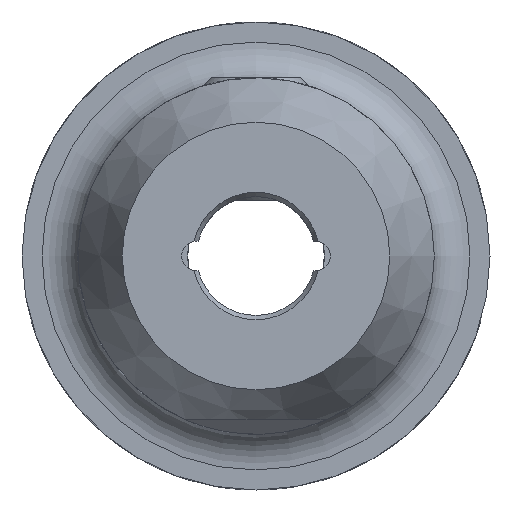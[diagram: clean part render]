
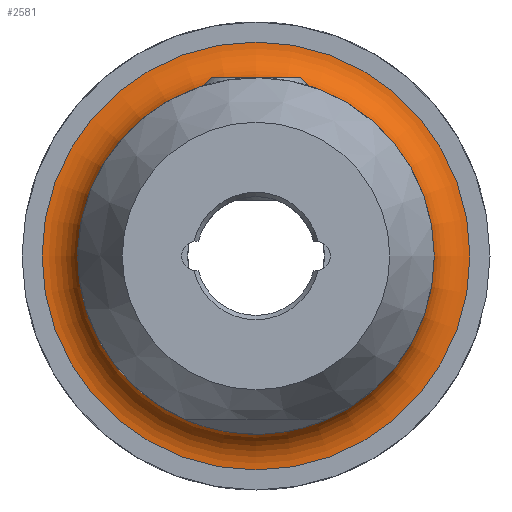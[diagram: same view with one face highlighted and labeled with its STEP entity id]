
A CAD part, left-side view. The second image highlights one B-rep face of the part: STEP entity #2581.
In plain terms, the highlighted toroidal (fillet/blend) face has major radius 28.8 mm and minor radius 5 mm.
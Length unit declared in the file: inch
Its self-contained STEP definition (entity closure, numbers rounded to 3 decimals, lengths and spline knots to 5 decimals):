
#17=TOROIDAL_SURFACE('',#2867,1.13386,0.19685);
#304=FACE_OUTER_BOUND('',#460,.T.);
#460=EDGE_LOOP('',(#2269,#2270,#2271,#2272,#2273,#2274,#2275));
#830=CIRCLE('',#2864,0.93701);
#831=CIRCLE('',#2865,0.93701);
#832=CIRCLE('',#2866,0.93701);
#833=CIRCLE('',#2868,0.19685);
#834=CIRCLE('',#2869,1.13386);
#835=CIRCLE('',#2870,1.13386);
#1172=VERTEX_POINT('',#5710);
#1173=VERTEX_POINT('',#5711);
#1174=VERTEX_POINT('',#5713);
#1175=VERTEX_POINT('',#5718);
#1176=VERTEX_POINT('',#5720);
#1539=EDGE_CURVE('',#1172,#1173,#830,.T.);
#1540=EDGE_CURVE('',#1174,#1172,#831,.T.);
#1542=EDGE_CURVE('',#1173,#1174,#832,.T.);
#1543=EDGE_CURVE('',#1173,#1175,#833,.T.);
#1544=EDGE_CURVE('',#1176,#1175,#834,.T.);
#1545=EDGE_CURVE('',#1175,#1176,#835,.T.);
#2269=ORIENTED_EDGE('',*,*,#1539,.T.);
#2270=ORIENTED_EDGE('',*,*,#1543,.T.);
#2271=ORIENTED_EDGE('',*,*,#1544,.F.);
#2272=ORIENTED_EDGE('',*,*,#1545,.F.);
#2273=ORIENTED_EDGE('',*,*,#1543,.F.);
#2274=ORIENTED_EDGE('',*,*,#1542,.T.);
#2275=ORIENTED_EDGE('',*,*,#1540,.T.);
#2581=ADVANCED_FACE('',(#304),#17,.F.);
#2864=AXIS2_PLACEMENT_3D('',#5712,#3512,#3513);
#2865=AXIS2_PLACEMENT_3D('',#5714,#3514,#3515);
#2866=AXIS2_PLACEMENT_3D('',#5716,#3517,#3518);
#2867=AXIS2_PLACEMENT_3D('',#5717,#3519,#3520);
#2868=AXIS2_PLACEMENT_3D('',#5719,#3521,#3522);
#2869=AXIS2_PLACEMENT_3D('',#5721,#3523,#3524);
#2870=AXIS2_PLACEMENT_3D('',#5722,#3525,#3526);
#3512=DIRECTION('center_axis',(1.,0.,0.));
#3513=DIRECTION('ref_axis',(0.,1.,0.));
#3514=DIRECTION('center_axis',(1.,0.,0.));
#3515=DIRECTION('ref_axis',(0.,1.,0.));
#3517=DIRECTION('center_axis',(1.,0.,0.));
#3518=DIRECTION('ref_axis',(0.,1.,0.));
#3519=DIRECTION('center_axis',(1.,0.,0.));
#3520=DIRECTION('ref_axis',(0.,0.,-1.));
#3521=DIRECTION('center_axis',(0.,-1.,0.));
#3522=DIRECTION('ref_axis',(0.,0.,1.));
#3523=DIRECTION('center_axis',(1.,0.,0.));
#3524=DIRECTION('ref_axis',(0.,1.,0.));
#3525=DIRECTION('center_axis',(1.,0.,0.));
#3526=DIRECTION('ref_axis',(0.,1.,0.));
#5710=CARTESIAN_POINT('',(-1.06299,0.93701,0.));
#5711=CARTESIAN_POINT('',(-1.06299,0.,0.93701));
#5712=CARTESIAN_POINT('Origin',(-1.06299,0.,
0.));
#5713=CARTESIAN_POINT('',(-1.06299,-0.93701,0.));
#5714=CARTESIAN_POINT('Origin',(-1.06299,0.,
0.));
#5716=CARTESIAN_POINT('Origin',(-1.06299,0.,
0.));
#5717=CARTESIAN_POINT('Origin',(-1.06299,0.,
0.));
#5718=CARTESIAN_POINT('',(-0.86614,0.,1.13386));
#5719=CARTESIAN_POINT('Origin',(-1.06299,0.,
1.13386));
#5720=CARTESIAN_POINT('',(-0.86614,1.13386,0.));
#5721=CARTESIAN_POINT('Origin',(-0.86614,0.,
0.));
#5722=CARTESIAN_POINT('Origin',(-0.86614,0.,
0.));
